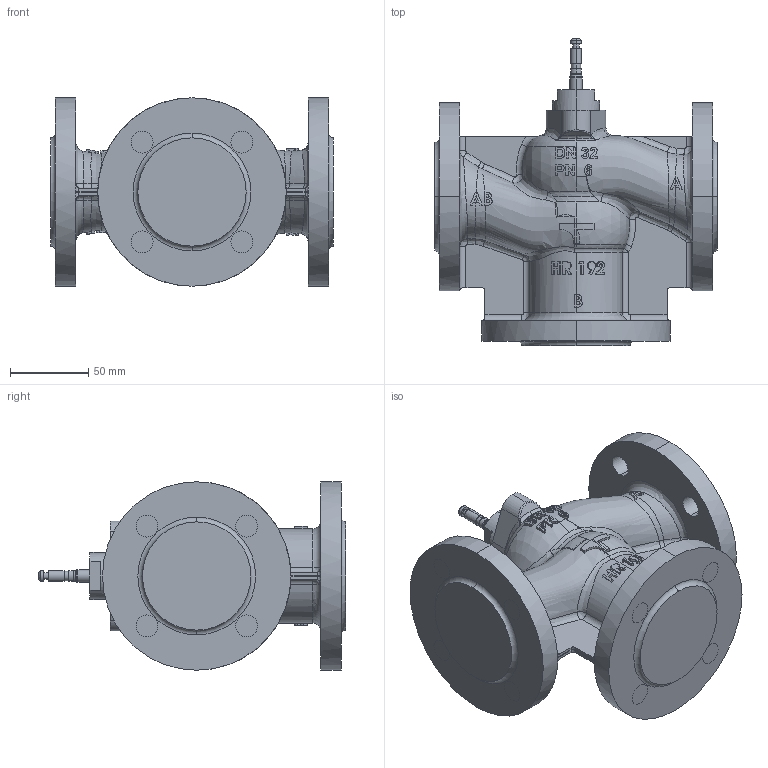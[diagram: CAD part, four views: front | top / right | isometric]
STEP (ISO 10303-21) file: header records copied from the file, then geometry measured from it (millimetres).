
FILE_DESCRIPTION (( 'STEP AP203' ), '1' );
FILE_NAME ('306_DN32_DEF.STEP', '2012-02-13T14:59:50', ( 'test' ), ( '' ), 'SwSTEP 2.0', 'SolidWorks 2011', '' );
FILE_SCHEMA (( 'CONFIG_CONTROL_DESIGN' ));
Products named in the file (1): 306_DN32_DEF
Bounding box: 180.54 x 196.59 x 120.36 mm (x, y, z)
Volume: 1089343.7 mm3; surface area: 147401.7 mm2
Topology: 1 solids, 3 shells, 792 faces, 2106 edges, 1368 vertices
Faces by surface type: plane 299, bspline 286, cylinder 120, torus 37, sphere 36, cone 14
Entity records: 123047 total; most frequent: CARTESIAN_POINT 105488, ORIENTED_EDGE 4200, DIRECTION 2827, EDGE_CURVE 2100, VERTEX_POINT 1368, AXIS2_PLACEMENT_3D 1118, B_SPLINE_CURVE_WITH_KNOTS 898, EDGE_LOOP 846
